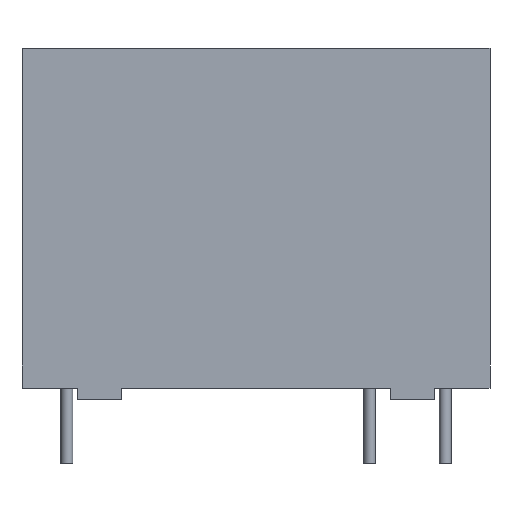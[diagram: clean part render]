
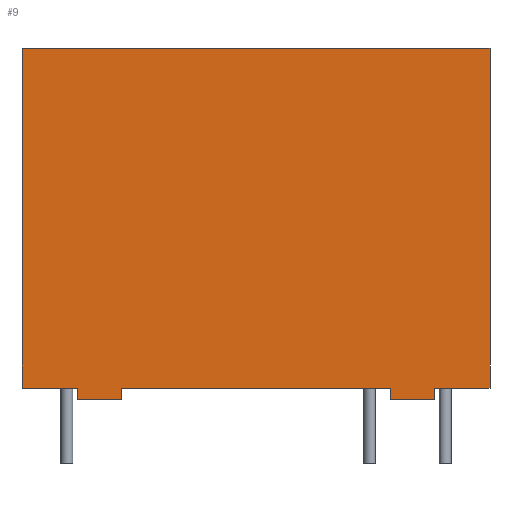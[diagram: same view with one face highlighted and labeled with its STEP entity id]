
A CAD part, front view. The second image highlights one B-rep face of the part: STEP entity #9.
In plain terms, the highlighted planar face has unit normal (0, -1, 0).
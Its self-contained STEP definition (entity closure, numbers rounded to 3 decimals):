
#9 = ADVANCED_FACE ( 'NONE', ( #1971 ), #2006, .F. ) ;
#11 = EDGE_LOOP ( 'NONE', ( #96, #95, #84, #83, #91, #89, #61, #58, #57, #55, #23, #24 ) ) ;
#23 = ORIENTED_EDGE ( 'NONE', *, *, #1753, .F. ) ;
#24 = ORIENTED_EDGE ( 'NONE', *, *, #69, .T. ) ;
#55 = ORIENTED_EDGE ( 'NONE', *, *, #56, .F. ) ;
#56 = EDGE_CURVE ( 'NONE', #1754, #1935, #2113, .T. ) ;
#57 = ORIENTED_EDGE ( 'NONE', *, *, #87, .T. ) ;
#58 = ORIENTED_EDGE ( 'NONE', *, *, #59, .T. ) ;
#59 = EDGE_CURVE ( 'NONE', #60, #88, #2109, .T. ) ;
#60 = VERTEX_POINT ( 'NONE', #2105 ) ;
#61 = ORIENTED_EDGE ( 'NONE', *, *, #62, .F. ) ;
#62 = EDGE_CURVE ( 'NONE', #60, #90, #2104, .T. ) ;
#69 = EDGE_CURVE ( 'NONE', #1751, #1957, #2145, .T. ) ;
#74 = EDGE_CURVE ( 'NONE', #1891, #76, #2180, .T. ) ;
#76 = VERTEX_POINT ( 'NONE', #2172 ) ;
#82 = VERTEX_POINT ( 'NONE', #2166 ) ;
#83 = ORIENTED_EDGE ( 'NONE', *, *, #92, .T. ) ;
#84 = ORIENTED_EDGE ( 'NONE', *, *, #85, .F. ) ;
#85 = EDGE_CURVE ( 'NONE', #82, #94, #2165, .T. ) ;
#86 = EDGE_CURVE ( 'NONE', #90, #76, #2161, .T. ) ;
#87 = EDGE_CURVE ( 'NONE', #88, #1935, #2157, .T. ) ;
#88 = VERTEX_POINT ( 'NONE', #2153 ) ;
#89 = ORIENTED_EDGE ( 'NONE', *, *, #86, .F. ) ;
#90 = VERTEX_POINT ( 'NONE', #2152 ) ;
#91 = ORIENTED_EDGE ( 'NONE', *, *, #74, .T. ) ;
#92 = EDGE_CURVE ( 'NONE', #82, #1891, #2151, .T. ) ;
#93 = EDGE_CURVE ( 'NONE', #94, #1883, #2208, .T. ) ;
#94 = VERTEX_POINT ( 'NONE', #2204 ) ;
#95 = ORIENTED_EDGE ( 'NONE', *, *, #93, .F. ) ;
#96 = ORIENTED_EDGE ( 'NONE', *, *, #1950, .T. ) ;
#1751 = VERTEX_POINT ( 'NONE', #7315 ) ;
#1753 = EDGE_CURVE ( 'NONE', #1751, #1754, #7314, .T. ) ;
#1754 = VERTEX_POINT ( 'NONE', #7310 ) ;
#1883 = VERTEX_POINT ( 'NONE', #7559 ) ;
#1891 = VERTEX_POINT ( 'NONE', #7611 ) ;
#1935 = VERTEX_POINT ( 'NONE', #7713 ) ;
#1950 = EDGE_CURVE ( 'NONE', #1957, #1883, #7751, .T. ) ;
#1957 = VERTEX_POINT ( 'NONE', #7737 ) ;
#1971 = FACE_OUTER_BOUND ( 'NONE', #11, .T. ) ;
#2002 = DIRECTION ( 'NONE',  ( 0., 0., 1. ) ) ;
#2003 = DIRECTION ( 'NONE',  ( 0., 1., 0. ) ) ;
#2004 = CARTESIAN_POINT ( 'NONE',  ( -7.85, -5.2, 11.8 ) ) ;
#2005 = AXIS2_PLACEMENT_3D ( 'NONE', #2004, #2003, #2002 ) ;
#2006 = PLANE ( 'NONE',  #2005 ) ;
#2101 = DIRECTION ( 'NONE',  ( -1., 0., 0. ) ) ;
#2102 = VECTOR ( 'NONE', #2101, 1000. ) ;
#2103 = CARTESIAN_POINT ( 'NONE',  ( 6., -5.2, 0. ) ) ;
#2104 = LINE ( 'NONE', #2103, #2102 ) ;
#2105 = CARTESIAN_POINT ( 'NONE',  ( 6., -5.2, 0. ) ) ;
#2106 = DIRECTION ( 'NONE',  ( 0., 0., 1. ) ) ;
#2107 = VECTOR ( 'NONE', #2106, 1000. ) ;
#2108 = CARTESIAN_POINT ( 'NONE',  ( 6., -5.2, 0. ) ) ;
#2109 = LINE ( 'NONE', #2108, #2107 ) ;
#2110 = DIRECTION ( 'NONE',  ( 0., 0., -1. ) ) ;
#2111 = VECTOR ( 'NONE', #2110, 1000. ) ;
#2112 = CARTESIAN_POINT ( 'NONE',  ( 7.85, -5.2, 11.8 ) ) ;
#2113 = LINE ( 'NONE', #2112, #2111 ) ;
#2142 = DIRECTION ( 'NONE',  ( 0., 0., -1. ) ) ;
#2143 = VECTOR ( 'NONE', #2142, 1000. ) ;
#2144 = CARTESIAN_POINT ( 'NONE',  ( -7.85, -5.2, 11.8 ) ) ;
#2145 = LINE ( 'NONE', #2144, #2143 ) ;
#2150 = CARTESIAN_POINT ( 'NONE',  ( -4.5, -5.2, 0. ) ) ;
#2151 = LINE ( 'NONE', #2150, #2210 ) ;
#2152 = CARTESIAN_POINT ( 'NONE',  ( 4.5, -5.2, 0. ) ) ;
#2153 = CARTESIAN_POINT ( 'NONE',  ( 6., -5.2, 0.4 ) ) ;
#2154 = DIRECTION ( 'NONE',  ( 1., 0., 0. ) ) ;
#2155 = VECTOR ( 'NONE', #2154, 1000. ) ;
#2156 = CARTESIAN_POINT ( 'NONE',  ( -7.85, -5.2, 0.4 ) ) ;
#2157 = LINE ( 'NONE', #2156, #2155 ) ;
#2158 = DIRECTION ( 'NONE',  ( 0., 0., 1. ) ) ;
#2159 = VECTOR ( 'NONE', #2158, 1000. ) ;
#2160 = CARTESIAN_POINT ( 'NONE',  ( 4.5, -5.2, 0. ) ) ;
#2161 = LINE ( 'NONE', #2160, #2159 ) ;
#2162 = DIRECTION ( 'NONE',  ( -1., 0., 0. ) ) ;
#2163 = VECTOR ( 'NONE', #2162, 1000. ) ;
#2164 = CARTESIAN_POINT ( 'NONE',  ( -4.5, -5.2, 0. ) ) ;
#2165 = LINE ( 'NONE', #2164, #2163 ) ;
#2166 = CARTESIAN_POINT ( 'NONE',  ( -4.5, -5.2, 0. ) ) ;
#2172 = CARTESIAN_POINT ( 'NONE',  ( 4.5, -5.2, 0.4 ) ) ;
#2177 = DIRECTION ( 'NONE',  ( 1., 0., 0. ) ) ;
#2178 = VECTOR ( 'NONE', #2177, 1000. ) ;
#2179 = CARTESIAN_POINT ( 'NONE',  ( -7.85, -5.2, 0.4 ) ) ;
#2180 = LINE ( 'NONE', #2179, #2178 ) ;
#2204 = CARTESIAN_POINT ( 'NONE',  ( -6., -5.2, 0. ) ) ;
#2205 = DIRECTION ( 'NONE',  ( 0., 0., 1. ) ) ;
#2206 = VECTOR ( 'NONE', #2205, 1000. ) ;
#2207 = CARTESIAN_POINT ( 'NONE',  ( -6., -5.2, 0. ) ) ;
#2208 = LINE ( 'NONE', #2207, #2206 ) ;
#2209 = DIRECTION ( 'NONE',  ( 0., 0., 1. ) ) ;
#2210 = VECTOR ( 'NONE', #2209, 1000. ) ;
#7310 = CARTESIAN_POINT ( 'NONE',  ( 7.85, -5.2, 11.8 ) ) ;
#7311 = DIRECTION ( 'NONE',  ( 1., 0., 0. ) ) ;
#7312 = VECTOR ( 'NONE', #7311, 1000. ) ;
#7313 = CARTESIAN_POINT ( 'NONE',  ( -7.85, -5.2, 11.8 ) ) ;
#7314 = LINE ( 'NONE', #7313, #7312 ) ;
#7315 = CARTESIAN_POINT ( 'NONE',  ( -7.85, -5.2, 11.8 ) ) ;
#7559 = CARTESIAN_POINT ( 'NONE',  ( -6., -5.2, 0.4 ) ) ;
#7611 = CARTESIAN_POINT ( 'NONE',  ( -4.5, -5.2, 0.4 ) ) ;
#7713 = CARTESIAN_POINT ( 'NONE',  ( 7.85, -5.2, 0.4 ) ) ;
#7737 = CARTESIAN_POINT ( 'NONE',  ( -7.85, -5.2, 0.4 ) ) ;
#7748 = DIRECTION ( 'NONE',  ( 1., 0., 0. ) ) ;
#7749 = VECTOR ( 'NONE', #7748, 1000. ) ;
#7750 = CARTESIAN_POINT ( 'NONE',  ( -7.85, -5.2, 0.4 ) ) ;
#7751 = LINE ( 'NONE', #7750, #7749 ) ;
